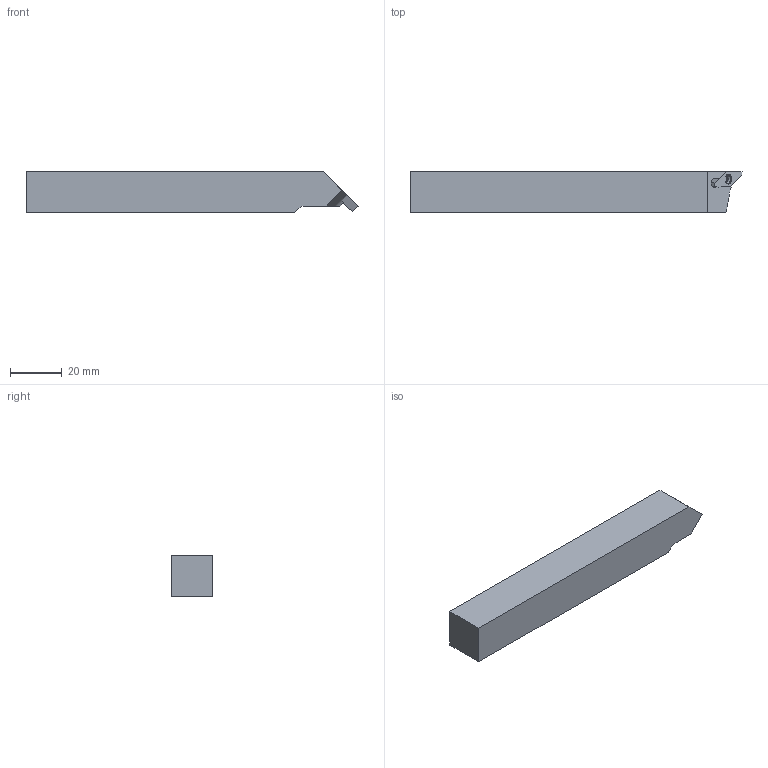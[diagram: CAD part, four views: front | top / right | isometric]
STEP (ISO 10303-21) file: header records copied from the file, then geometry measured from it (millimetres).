
FILE_DESCRIPTION (( 'STEP AP214' ), '1' );
FILE_NAME ('CUT-416-01-12.step', '2021-04-09T13:55:39', ( '' ), ( '' ), 'SwSTEP 2.0', 'SolidWorks 2020', '' );
FILE_SCHEMA (( 'AUTOMOTIVE_DESIGN' ));
Length unit declared in the file: millimetre
Products named in the file (3): CUT-416_12; CUT-416-01-12; CUT-Vorlage 1600_1600 Vorlage 
Assembly tree (2 placements, depth 2):
  CUT-416-01-12
    CUT-416_12
    CUT-Vorlage 1600_1600 Vorlage 
Bounding box: 128.54 x 15.88 x 15.88 mm (x, y, z)
Volume: 29676.5 mm3; surface area: 8300 mm2
Topology: 2 solids, 2 shells, 38 faces, 92 edges, 59 vertices
Faces by surface type: plane 24, cylinder 7, torus 5, cone 2
Full cylindrical faces by diameter (mm): 2.9 x1, 3.1 x1
Entity records: 1170 total; most frequent: DIRECTION 189, CARTESIAN_POINT 188, ORIENTED_EDGE 166, EDGE_CURVE 83, AXIS2_PLACEMENT_3D 64, VECTOR 61, LINE 61, VERTEX_POINT 59
